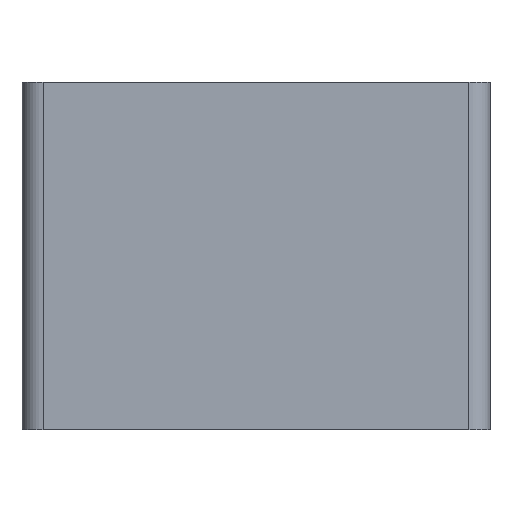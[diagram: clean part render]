
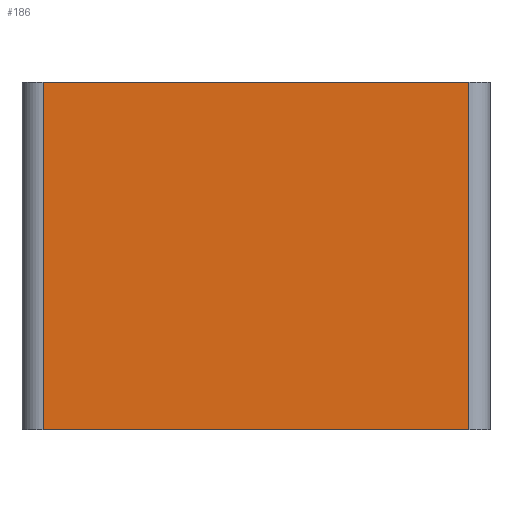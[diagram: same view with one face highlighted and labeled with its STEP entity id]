
A CAD part, front view. The second image highlights one B-rep face of the part: STEP entity #186.
In plain terms, the highlighted planar face has unit normal (0, -1, 0).
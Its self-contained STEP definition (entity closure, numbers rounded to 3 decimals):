
#2 = VERTEX_POINT ( 'NONE', #102 ) ;
#3 = AXIS2_PLACEMENT_3D ( 'NONE', #136, #206, #69 ) ;
#4 = ORIENTED_EDGE ( 'NONE', *, *, #113, .T. ) ;
#11 = CARTESIAN_POINT ( 'NONE',  ( 0., 0., 33. ) ) ;
#14 = CARTESIAN_POINT ( 'NONE',  ( 40.5, 0., 33. ) ) ;
#15 = FACE_OUTER_BOUND ( 'NONE', #168, .T. ) ;
#27 = VECTOR ( 'NONE', #62, 1000. ) ;
#34 = CARTESIAN_POINT ( 'NONE',  ( 0., 0., 0. ) ) ;
#42 = CARTESIAN_POINT ( 'NONE',  ( 0., 0., 0. ) ) ;
#62 = DIRECTION ( 'NONE',  ( 0., 0., -1. ) ) ;
#64 = DIRECTION ( 'NONE',  ( 1., 0., 0. ) ) ;
#65 = LINE ( 'NONE', #11, #27 ) ;
#66 = CARTESIAN_POINT ( 'NONE',  ( 0., 0., 33. ) ) ;
#69 = DIRECTION ( 'NONE',  ( -1., 0., 0. ) ) ;
#73 = ORIENTED_EDGE ( 'NONE', *, *, #150, .F. ) ;
#76 = VECTOR ( 'NONE', #64, 1000. ) ;
#80 = VECTOR ( 'NONE', #164, 1000. ) ;
#87 = CARTESIAN_POINT ( 'NONE',  ( 0., 0., 33. ) ) ;
#102 = CARTESIAN_POINT ( 'NONE',  ( 40.5, 0., 33. ) ) ;
#113 = EDGE_CURVE ( 'NONE', #148, #146, #65, .T. ) ;
#136 = CARTESIAN_POINT ( 'NONE',  ( 0., 0., 33. ) ) ;
#139 = PLANE ( 'NONE',  #3 ) ;
#146 = VERTEX_POINT ( 'NONE', #34 ) ;
#148 = VERTEX_POINT ( 'NONE', #66 ) ;
#150 = EDGE_CURVE ( 'NONE', #148, #2, #183, .T. ) ;
#164 = DIRECTION ( 'NONE',  ( 1., 0., 0. ) ) ;
#168 = EDGE_LOOP ( 'NONE', ( #241, #286, #73, #4 ) ) ;
#181 = LINE ( 'NONE', #14, #291 ) ;
#183 = LINE ( 'NONE', #87, #76 ) ;
#186 = ADVANCED_FACE ( 'NONE', ( #15 ), #139, .F. ) ;
#187 = LINE ( 'NONE', #42, #80 ) ;
#199 = EDGE_CURVE ( 'NONE', #2, #225, #181, .T. ) ;
#206 = DIRECTION ( 'NONE',  ( 0., 1., 0. ) ) ;
#225 = VERTEX_POINT ( 'NONE', #301 ) ;
#230 = EDGE_CURVE ( 'NONE', #146, #225, #187, .T. ) ;
#241 = ORIENTED_EDGE ( 'NONE', *, *, #230, .T. ) ;
#283 = DIRECTION ( 'NONE',  ( 0., 0., -1. ) ) ;
#286 = ORIENTED_EDGE ( 'NONE', *, *, #199, .F. ) ;
#291 = VECTOR ( 'NONE', #283, 1000. ) ;
#301 = CARTESIAN_POINT ( 'NONE',  ( 40.5, 0., 0. ) ) ;
